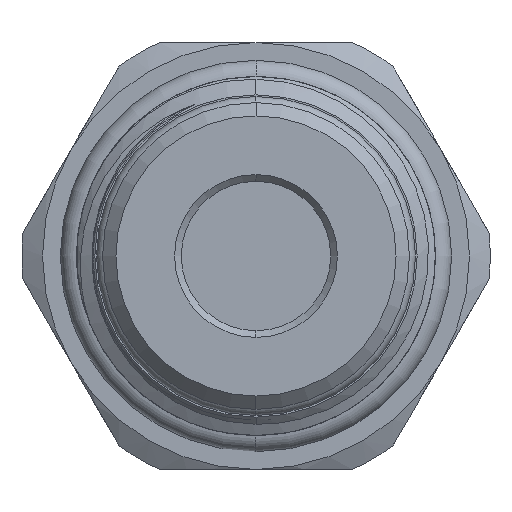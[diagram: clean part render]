
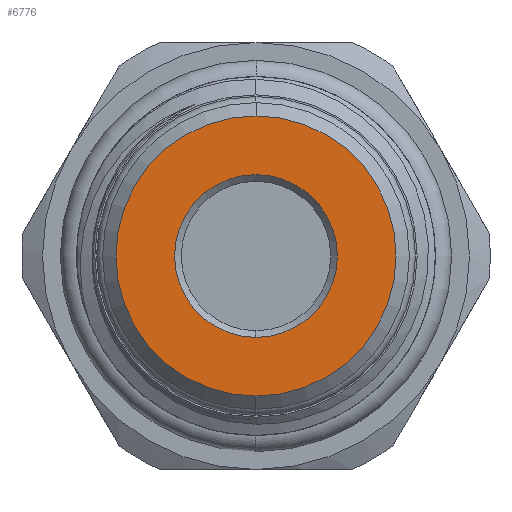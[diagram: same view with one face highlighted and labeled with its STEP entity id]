
A CAD part, left-side view. The second image highlights one B-rep face of the part: STEP entity #6776.
In plain terms, the highlighted planar face has unit normal (-1, 0, 0).
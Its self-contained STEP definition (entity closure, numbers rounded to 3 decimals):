
#21 = CIRCLE ( 'NONE', #1494, 6.1 ) ;
#134 = DIRECTION ( 'NONE',  ( 1., 0., 0. ) ) ;
#502 = DIRECTION ( 'NONE',  ( 0., 0., 1. ) ) ;
#1164 = EDGE_LOOP ( 'NONE', ( #12248, #5987 ) ) ;
#1205 = CIRCLE ( 'NONE', #8095, 6.1 ) ;
#1435 = DIRECTION ( 'NONE',  ( 1., 0., 0. ) ) ;
#1494 = AXIS2_PLACEMENT_3D ( 'NONE', #6897, #1435, #502 ) ;
#1537 = CARTESIAN_POINT ( 'NONE',  ( -46.35, 0., 6.1 ) ) ;
#2068 = EDGE_CURVE ( 'NONE', #6996, #10375, #21, .T. ) ;
#2209 = EDGE_CURVE ( 'NONE', #10559, #4609, #2502, .T. ) ;
#2502 = CIRCLE ( 'NONE', #10852, 10.5 ) ;
#3497 = PLANE ( 'NONE',  #6435 ) ;
#3603 = CARTESIAN_POINT ( 'NONE',  ( -46.35, 0., -6.1 ) ) ;
#3820 = DIRECTION ( 'NONE',  ( 0., 0., 1. ) ) ;
#3864 = ORIENTED_EDGE ( 'NONE', *, *, #2209, .T. ) ;
#3999 = CARTESIAN_POINT ( 'NONE',  ( -46.35, 0., -10.5 ) ) ;
#4019 = CARTESIAN_POINT ( 'NONE',  ( -46.35, 0., 0. ) ) ;
#4175 = EDGE_CURVE ( 'NONE', #10375, #6996, #1205, .T. ) ;
#4609 = VERTEX_POINT ( 'NONE', #11704 ) ;
#4778 = EDGE_CURVE ( 'NONE', #4609, #10559, #6178, .T. ) ;
#5135 = FACE_OUTER_BOUND ( 'NONE', #10227, .T. ) ;
#5358 = CARTESIAN_POINT ( 'NONE',  ( -46.35, 0., 0. ) ) ;
#5987 = ORIENTED_EDGE ( 'NONE', *, *, #4175, .T. ) ;
#6178 = CIRCLE ( 'NONE', #12618, 10.5 ) ;
#6328 = DIRECTION ( 'NONE',  ( -1., 0., 0. ) ) ;
#6435 = AXIS2_PLACEMENT_3D ( 'NONE', #5358, #13226, #12123 ) ;
#6776 = ADVANCED_FACE ( 'NONE', ( #5135, #12350 ), #3497, .F. ) ;
#6897 = CARTESIAN_POINT ( 'NONE',  ( -46.35, 0., 0. ) ) ;
#6996 = VERTEX_POINT ( 'NONE', #3603 ) ;
#8095 = AXIS2_PLACEMENT_3D ( 'NONE', #12042, #134, #10002 ) ;
#8721 = ORIENTED_EDGE ( 'NONE', *, *, #4778, .T. ) ;
#9386 = CARTESIAN_POINT ( 'NONE',  ( -46.35, 0., 0. ) ) ;
#9521 = DIRECTION ( 'NONE',  ( 0., 0., 1. ) ) ;
#10002 = DIRECTION ( 'NONE',  ( 0., 0., 1. ) ) ;
#10227 = EDGE_LOOP ( 'NONE', ( #8721, #3864 ) ) ;
#10375 = VERTEX_POINT ( 'NONE', #1537 ) ;
#10559 = VERTEX_POINT ( 'NONE', #3999 ) ;
#10852 = AXIS2_PLACEMENT_3D ( 'NONE', #4019, #11483, #3820 ) ;
#11483 = DIRECTION ( 'NONE',  ( -1., 0., 0. ) ) ;
#11704 = CARTESIAN_POINT ( 'NONE',  ( -46.35, 0., 10.5 ) ) ;
#12042 = CARTESIAN_POINT ( 'NONE',  ( -46.35, 0., 0. ) ) ;
#12123 = DIRECTION ( 'NONE',  ( 0., 0., 1. ) ) ;
#12248 = ORIENTED_EDGE ( 'NONE', *, *, #2068, .T. ) ;
#12350 = FACE_BOUND ( 'NONE', #1164, .T. ) ;
#12618 = AXIS2_PLACEMENT_3D ( 'NONE', #9386, #6328, #9521 ) ;
#13226 = DIRECTION ( 'NONE',  ( 1., 0., 0. ) ) ;
